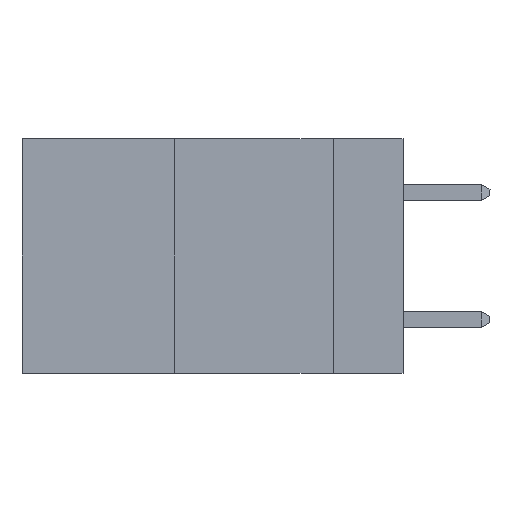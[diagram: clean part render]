
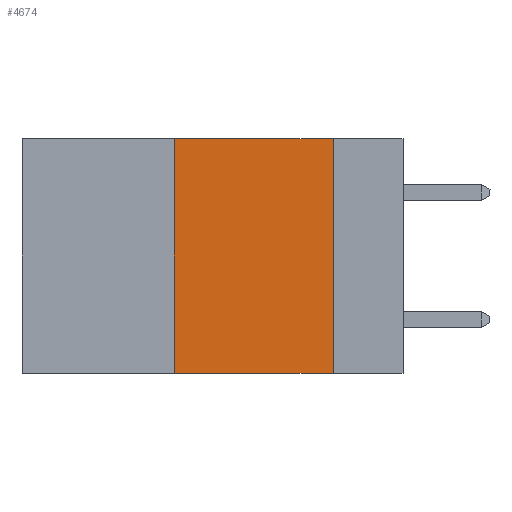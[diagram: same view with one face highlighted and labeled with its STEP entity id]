
A CAD part, left-side view. The second image highlights one B-rep face of the part: STEP entity #4674.
In plain terms, the highlighted planar face has unit normal (-1, 0, 0).
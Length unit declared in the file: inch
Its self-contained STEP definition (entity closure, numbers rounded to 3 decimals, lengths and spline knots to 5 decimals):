
#102 = LINE ( 'NONE', #2344, #9978 ) ;
#324 = DIRECTION ( 'NONE',  ( 0., 0., 1. ) ) ;
#494 = VERTEX_POINT ( 'NONE', #10181 ) ;
#1088 = EDGE_CURVE ( 'NONE', #494, #3879, #3318, .T. ) ;
#1364 = EDGE_CURVE ( 'NONE', #2220, #3879, #102, .T. ) ;
#1592 = ORIENTED_EDGE ( 'NONE', *, *, #1088, .F. ) ;
#2220 = VERTEX_POINT ( 'NONE', #9754 ) ;
#2319 = CARTESIAN_POINT ( 'NONE',  ( 0., 0.6, 0. ) ) ;
#2344 = CARTESIAN_POINT ( 'NONE',  ( 0., 0.6, -0.37 ) ) ;
#3089 = PLANE ( 'NONE',  #5199 ) ;
#3266 = ORIENTED_EDGE ( 'NONE', *, *, #5924, .F. ) ;
#3318 = LINE ( 'NONE', #7023, #4370 ) ;
#3619 = DIRECTION ( 'NONE',  ( 0., 0., -1. ) ) ;
#3879 = VERTEX_POINT ( 'NONE', #4212 ) ;
#3949 = ORIENTED_EDGE ( 'NONE', *, *, #7884, .F. ) ;
#4212 = CARTESIAN_POINT ( 'NONE',  ( 0., 0.11, -0.37 ) ) ;
#4370 = VECTOR ( 'NONE', #3619, 39.37008 ) ;
#4674 = ADVANCED_FACE ( 'NONE', ( #7848 ), #3089, .F. ) ;
#5199 = AXIS2_PLACEMENT_3D ( 'NONE', #2319, #10717, #8995 ) ;
#5742 = CARTESIAN_POINT ( 'NONE',  ( 0., 0.36, 0. ) ) ;
#5924 = EDGE_CURVE ( 'NONE', #2220, #8334, #7540, .T. ) ;
#6186 = LINE ( 'NONE', #6984, #7369 ) ;
#6949 = DIRECTION ( 'NONE',  ( 0., -1., 0. ) ) ;
#6984 = CARTESIAN_POINT ( 'NONE',  ( 0., 0.6, 0. ) ) ;
#7023 = CARTESIAN_POINT ( 'NONE',  ( 0., 0.11, 0. ) ) ;
#7369 = VECTOR ( 'NONE', #6949, 39.37008 ) ;
#7493 = EDGE_LOOP ( 'NONE', ( #1592, #3949, #3266, #9035 ) ) ;
#7540 = LINE ( 'NONE', #8913, #9767 ) ;
#7703 = DIRECTION ( 'NONE',  ( 0., -1., 0. ) ) ;
#7848 = FACE_OUTER_BOUND ( 'NONE', #7493, .T. ) ;
#7884 = EDGE_CURVE ( 'NONE', #8334, #494, #6186, .T. ) ;
#8334 = VERTEX_POINT ( 'NONE', #5742 ) ;
#8913 = CARTESIAN_POINT ( 'NONE',  ( 0., 0.36, 0. ) ) ;
#8995 = DIRECTION ( 'NONE',  ( 0., 0., -1. ) ) ;
#9035 = ORIENTED_EDGE ( 'NONE', *, *, #1364, .T. ) ;
#9754 = CARTESIAN_POINT ( 'NONE',  ( 0., 0.36, -0.37 ) ) ;
#9767 = VECTOR ( 'NONE', #324, 39.37008 ) ;
#9978 = VECTOR ( 'NONE', #7703, 39.37008 ) ;
#10181 = CARTESIAN_POINT ( 'NONE',  ( 0., 0.11, 0. ) ) ;
#10717 = DIRECTION ( 'NONE',  ( 1., 0., 0. ) ) ;
